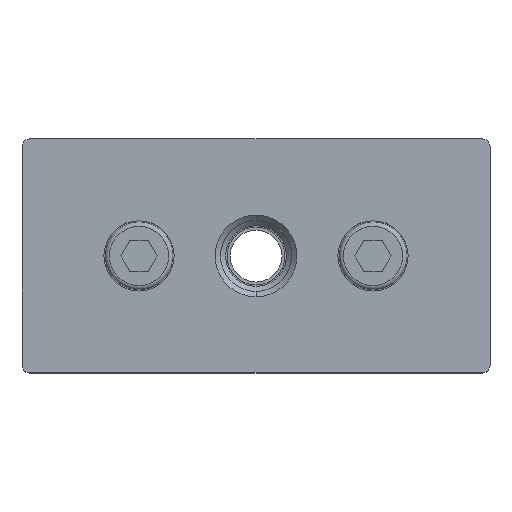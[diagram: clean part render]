
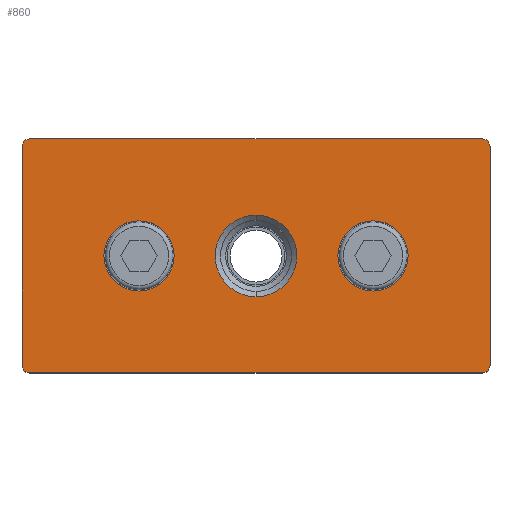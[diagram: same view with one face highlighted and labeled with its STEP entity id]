
A CAD part, top view. The second image highlights one B-rep face of the part: STEP entity #860.
In plain terms, the highlighted planar face has unit normal (0, 0, 1).
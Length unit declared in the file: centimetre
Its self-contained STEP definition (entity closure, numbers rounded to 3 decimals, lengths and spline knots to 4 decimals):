
#48=LINE('',#1339,#115);
#52=LINE('',#1348,#119);
#60=LINE('',#1394,#127);
#61=LINE('',#1397,#128);
#115=VECTOR('',#1056,1.);
#119=VECTOR('',#1066,1.);
#127=VECTOR('',#1120,1.);
#128=VECTOR('',#1123,1.);
#201=FACE_BOUND('',#289,.T.);
#202=FACE_BOUND('',#290,.T.);
#203=FACE_BOUND('',#291,.T.);
#229=FACE_OUTER_BOUND('',#288,.T.);
#288=EDGE_LOOP('',(#653,#654,#655,#656,#657,#658,#659,#660));
#289=EDGE_LOOP('',(#661));
#290=EDGE_LOOP('',(#662));
#291=EDGE_LOOP('',(#663,#664));
#338=CIRCLE('',#907,6.75);
#339=CIRCLE('',#909,6.75);
#347=CIRCLE('',#920,1.5);
#348=CIRCLE('',#923,1.5);
#359=CIRCLE('',#941,7.858);
#360=CIRCLE('',#943,7.858);
#361=CIRCLE('',#945,1.5);
#362=CIRCLE('',#946,1.5);
#389=VERTEX_POINT('',#1305);
#390=VERTEX_POINT('',#1309);
#402=VERTEX_POINT('',#1336);
#403=VERTEX_POINT('',#1338);
#404=VERTEX_POINT('',#1342);
#405=VERTEX_POINT('',#1346);
#406=VERTEX_POINT('',#1350);
#417=VERTEX_POINT('',#1384);
#418=VERTEX_POINT('',#1386);
#419=VERTEX_POINT('',#1392);
#420=VERTEX_POINT('',#1393);
#421=VERTEX_POINT('',#1396);
#467=EDGE_CURVE('',#389,#389,#338,.T.);
#469=EDGE_CURVE('',#390,#390,#339,.T.);
#483=EDGE_CURVE('',#403,#402,#48,.T.);
#486=EDGE_CURVE('',#402,#404,#347,.T.);
#488=EDGE_CURVE('',#404,#405,#52,.T.);
#490=EDGE_CURVE('',#405,#406,#348,.T.);
#507=EDGE_CURVE('',#418,#417,#359,.T.);
#508=EDGE_CURVE('',#417,#418,#360,.T.);
#509=EDGE_CURVE('',#419,#420,#60,.T.);
#510=EDGE_CURVE('',#420,#403,#361,.T.);
#511=EDGE_CURVE('',#406,#421,#61,.T.);
#512=EDGE_CURVE('',#421,#419,#362,.T.);
#653=ORIENTED_EDGE('',*,*,#509,.T.);
#654=ORIENTED_EDGE('',*,*,#510,.T.);
#655=ORIENTED_EDGE('',*,*,#483,.T.);
#656=ORIENTED_EDGE('',*,*,#486,.T.);
#657=ORIENTED_EDGE('',*,*,#488,.T.);
#658=ORIENTED_EDGE('',*,*,#490,.T.);
#659=ORIENTED_EDGE('',*,*,#511,.T.);
#660=ORIENTED_EDGE('',*,*,#512,.T.);
#661=ORIENTED_EDGE('',*,*,#467,.T.);
#662=ORIENTED_EDGE('',*,*,#469,.T.);
#663=ORIENTED_EDGE('',*,*,#507,.F.);
#664=ORIENTED_EDGE('',*,*,#508,.F.);
#824=PLANE('',#944);
#860=ADVANCED_FACE('',(#229,#201,#202,#203),#824,.T.);
#907=AXIS2_PLACEMENT_3D('',#1306,#1025,#1026);
#909=AXIS2_PLACEMENT_3D('',#1310,#1030,#1031);
#920=AXIS2_PLACEMENT_3D('',#1344,#1061,#1062);
#923=AXIS2_PLACEMENT_3D('',#1352,#1070,#1071);
#941=AXIS2_PLACEMENT_3D('',#1388,#1112,#1113);
#943=AXIS2_PLACEMENT_3D('',#1390,#1116,#1117);
#944=AXIS2_PLACEMENT_3D('',#1391,#1118,#1119);
#945=AXIS2_PLACEMENT_3D('',#1395,#1121,#1122);
#946=AXIS2_PLACEMENT_3D('',#1398,#1124,#1125);
#1025=DIRECTION('center_axis',(0.,0.,-1.));
#1026=DIRECTION('ref_axis',(1.,0.,0.));
#1030=DIRECTION('center_axis',(0.,0.,-1.));
#1031=DIRECTION('ref_axis',(1.,0.,0.));
#1056=DIRECTION('',(0.,1.,0.));
#1061=DIRECTION('center_axis',(0.,0.,1.));
#1062=DIRECTION('ref_axis',(1.,0.,0.));
#1066=DIRECTION('',(-1.,0.,0.));
#1070=DIRECTION('center_axis',(0.,0.,1.));
#1071=DIRECTION('ref_axis',(0.,1.,0.));
#1112=DIRECTION('center_axis',(0.,0.,1.));
#1113=DIRECTION('ref_axis',(0.,1.,0.));
#1116=DIRECTION('center_axis',(0.,0.,1.));
#1117=DIRECTION('ref_axis',(0.,1.,0.));
#1118=DIRECTION('center_axis',(0.,0.,1.));
#1119=DIRECTION('ref_axis',(1.,0.,0.));
#1120=DIRECTION('',(1.,0.,0.));
#1121=DIRECTION('center_axis',(0.,0.,1.));
#1122=DIRECTION('ref_axis',(0.,-1.,0.));
#1123=DIRECTION('',(0.,-1.,0.));
#1124=DIRECTION('center_axis',(0.,0.,1.));
#1125=DIRECTION('ref_axis',(-1.,0.,0.));
#1305=CARTESIAN_POINT('',(15.75,22.5,14.));
#1306=CARTESIAN_POINT('Origin',(22.5,22.5,14.));
#1309=CARTESIAN_POINT('',(60.75,22.5,14.));
#1310=CARTESIAN_POINT('Origin',(67.5,22.5,14.));
#1336=CARTESIAN_POINT('',(90.,43.5,14.));
#1338=CARTESIAN_POINT('',(90.,1.5,14.));
#1339=CARTESIAN_POINT('',(90.,1.5,14.));
#1342=CARTESIAN_POINT('',(88.5,45.,14.));
#1344=CARTESIAN_POINT('Origin',(88.5,43.5,14.));
#1346=CARTESIAN_POINT('',(1.5,45.,14.));
#1348=CARTESIAN_POINT('',(88.5,45.,14.));
#1350=CARTESIAN_POINT('',(0.,43.5,14.));
#1352=CARTESIAN_POINT('Origin',(1.5,43.5,14.));
#1384=CARTESIAN_POINT('',(45.,30.358,14.));
#1386=CARTESIAN_POINT('',(45.,14.642,14.));
#1388=CARTESIAN_POINT('Origin',(45.,22.5,14.));
#1390=CARTESIAN_POINT('Origin',(45.,22.5,14.));
#1391=CARTESIAN_POINT('Origin',(45.,22.5,14.));
#1392=CARTESIAN_POINT('',(1.5,0.,14.));
#1393=CARTESIAN_POINT('',(88.5,0.,14.));
#1394=CARTESIAN_POINT('',(1.5,0.,14.));
#1395=CARTESIAN_POINT('Origin',(88.5,1.5,14.));
#1396=CARTESIAN_POINT('',(0.,1.5,14.));
#1397=CARTESIAN_POINT('',(0.,66.,14.));
#1398=CARTESIAN_POINT('Origin',(1.5,1.5,14.));
